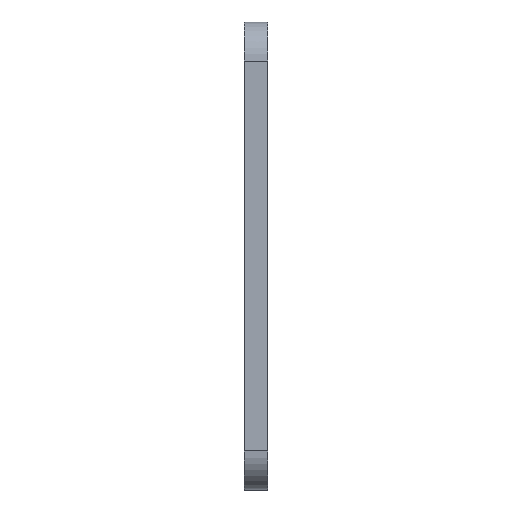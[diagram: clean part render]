
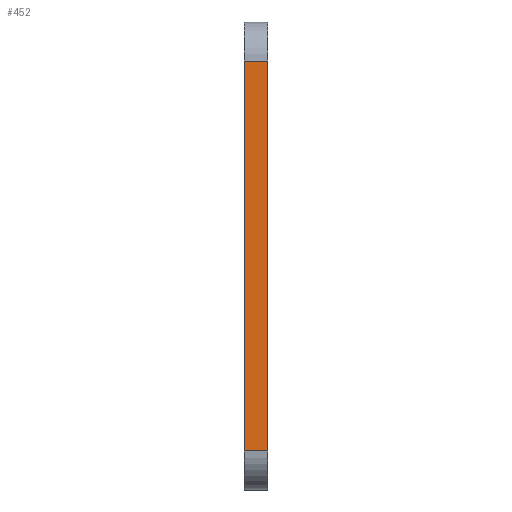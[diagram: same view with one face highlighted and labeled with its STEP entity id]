
A CAD part, front view. The second image highlights one B-rep face of the part: STEP entity #452.
In plain terms, the highlighted planar face has unit normal (0, -1, 0).
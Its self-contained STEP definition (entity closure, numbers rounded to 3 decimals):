
#30 = VECTOR ( 'NONE', #818, 1000. ) ;
#53 = EDGE_CURVE ( 'NONE', #266, #520, #620, .T. ) ;
#202 = EDGE_CURVE ( 'NONE', #1005, #520, #856, .T. ) ;
#232 = CARTESIAN_POINT ( 'NONE',  ( 0., -91.586, -19.079 ) ) ;
#235 = DIRECTION ( 'NONE',  ( 0., 1., 0. ) ) ;
#266 = VERTEX_POINT ( 'NONE', #637 ) ;
#280 = ORIENTED_EDGE ( 'NONE', *, *, #53, .T. ) ;
#284 = CARTESIAN_POINT ( 'NONE',  ( 3., -91.586, -19.079 ) ) ;
#287 = LINE ( 'NONE', #631, #990 ) ;
#296 = DIRECTION ( 'NONE',  ( -1., 0., 0. ) ) ;
#326 = PLANE ( 'NONE',  #513 ) ;
#355 = VECTOR ( 'NONE', #365, 1000. ) ;
#363 = ORIENTED_EDGE ( 'NONE', *, *, #202, .F. ) ;
#365 = DIRECTION ( 'NONE',  ( 0., 0., -1. ) ) ;
#452 = ADVANCED_FACE ( 'NONE', ( #864 ), #326, .F. ) ;
#479 = EDGE_CURVE ( 'NONE', #628, #266, #1069, .T. ) ;
#486 = ORIENTED_EDGE ( 'NONE', *, *, #1036, .F. ) ;
#513 = AXIS2_PLACEMENT_3D ( 'NONE', #1060, #235, #1071 ) ;
#520 = VERTEX_POINT ( 'NONE', #232 ) ;
#535 = CARTESIAN_POINT ( 'NONE',  ( 3., -91.586, -19.079 ) ) ;
#618 = EDGE_LOOP ( 'NONE', ( #280, #363, #486, #635 ) ) ;
#620 = LINE ( 'NONE', #677, #355 ) ;
#622 = VECTOR ( 'NONE', #296, 1000. ) ;
#628 = VERTEX_POINT ( 'NONE', #835 ) ;
#631 = CARTESIAN_POINT ( 'NONE',  ( 3., -91.586, 30.921 ) ) ;
#635 = ORIENTED_EDGE ( 'NONE', *, *, #479, .T. ) ;
#637 = CARTESIAN_POINT ( 'NONE',  ( 0., -91.586, 30.921 ) ) ;
#648 = DIRECTION ( 'NONE',  ( 0., 0., -1. ) ) ;
#677 = CARTESIAN_POINT ( 'NONE',  ( 0., -91.586, 30.921 ) ) ;
#818 = DIRECTION ( 'NONE',  ( -1., 0., 0. ) ) ;
#835 = CARTESIAN_POINT ( 'NONE',  ( 3., -91.586, 30.921 ) ) ;
#856 = LINE ( 'NONE', #284, #622 ) ;
#864 = FACE_OUTER_BOUND ( 'NONE', #618, .T. ) ;
#991 = CARTESIAN_POINT ( 'NONE',  ( 3., -91.586, 30.921 ) ) ;
#990 = VECTOR ( 'NONE', #648, 1000. ) ;
#1005 = VERTEX_POINT ( 'NONE', #535 ) ;
#1036 = EDGE_CURVE ( 'NONE', #628, #1005, #287, .T. ) ;
#1060 = CARTESIAN_POINT ( 'NONE',  ( 3., -91.586, 30.921 ) ) ;
#1069 = LINE ( 'NONE', #991, #30 ) ;
#1071 = DIRECTION ( 'NONE',  ( 0., 0., 1. ) ) ;
